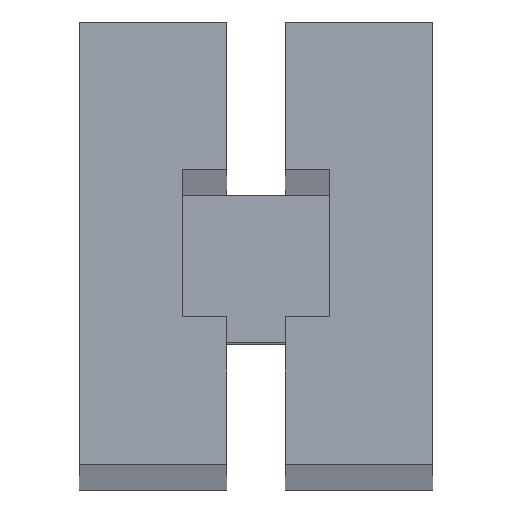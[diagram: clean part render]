
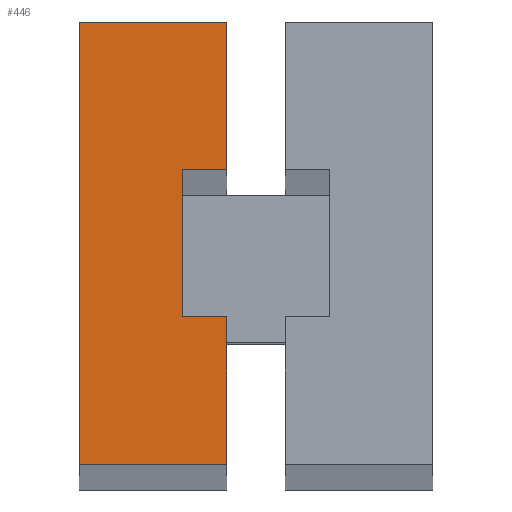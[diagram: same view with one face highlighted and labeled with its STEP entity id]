
A CAD part, top view. The second image highlights one B-rep face of the part: STEP entity #446.
In plain terms, the highlighted planar face has unit normal (0, 0, 1).
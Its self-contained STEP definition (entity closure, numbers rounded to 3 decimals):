
#28=FACE_OUTER_BOUND('',#54,.T.);
#54=EDGE_LOOP('',(#331,#332,#333,#334,#335,#336,#337,#338));
#73=LINE('',#627,#133);
#77=LINE('',#636,#137);
#86=LINE('',#652,#146);
#88=LINE('',#656,#148);
#90=LINE('',#660,#150);
#92=LINE('',#664,#152);
#93=LINE('',#666,#153);
#94=LINE('',#668,#154);
#133=VECTOR('',#511,10.);
#137=VECTOR('',#517,10.);
#146=VECTOR('',#530,10.);
#148=VECTOR('',#534,10.);
#150=VECTOR('',#538,10.);
#152=VECTOR('',#542,10.);
#153=VECTOR('',#545,10.);
#154=VECTOR('',#548,10.);
#193=VERTEX_POINT('',#624);
#194=VERTEX_POINT('',#626);
#197=VERTEX_POINT('',#633);
#198=VERTEX_POINT('',#635);
#203=VERTEX_POINT('',#650);
#204=VERTEX_POINT('',#654);
#205=VERTEX_POINT('',#658);
#206=VERTEX_POINT('',#662);
#233=EDGE_CURVE('',#194,#193,#73,.T.);
#237=EDGE_CURVE('',#198,#197,#77,.T.);
#246=EDGE_CURVE('',#193,#203,#86,.T.);
#248=EDGE_CURVE('',#203,#204,#88,.T.);
#250=EDGE_CURVE('',#204,#205,#90,.T.);
#252=EDGE_CURVE('',#205,#206,#92,.T.);
#253=EDGE_CURVE('',#197,#194,#93,.T.);
#254=EDGE_CURVE('',#206,#198,#94,.T.);
#331=ORIENTED_EDGE('',*,*,#254,.T.);
#332=ORIENTED_EDGE('',*,*,#237,.T.);
#333=ORIENTED_EDGE('',*,*,#253,.T.);
#334=ORIENTED_EDGE('',*,*,#233,.T.);
#335=ORIENTED_EDGE('',*,*,#246,.T.);
#336=ORIENTED_EDGE('',*,*,#248,.T.);
#337=ORIENTED_EDGE('',*,*,#250,.T.);
#338=ORIENTED_EDGE('',*,*,#252,.T.);
#420=PLANE('',#488);
#446=ADVANCED_FACE('',(#28),#420,.T.);
#488=AXIS2_PLACEMENT_3D('',#669,#549,#550);
#511=DIRECTION('',(1.,0.,0.));
#517=DIRECTION('',(-1.,0.,0.));
#530=DIRECTION('',(0.,1.,0.));
#534=DIRECTION('',(-1.,0.,0.));
#538=DIRECTION('',(0.,1.,0.));
#542=DIRECTION('',(1.,0.,0.));
#545=DIRECTION('',(0.,-1.,0.));
#548=DIRECTION('',(0.,1.,0.));
#549=DIRECTION('center_axis',(0.,0.,1.));
#550=DIRECTION('ref_axis',(1.,0.,0.));
#624=CARTESIAN_POINT('',(-1.,-7.5,500.));
#626=CARTESIAN_POINT('',(-6.,-7.5,500.));
#627=CARTESIAN_POINT('',(-6.,-7.5,500.));
#633=CARTESIAN_POINT('',(-6.,7.5,500.));
#635=CARTESIAN_POINT('',(-1.,7.5,500.));
#636=CARTESIAN_POINT('',(-6.,7.5,500.));
#650=CARTESIAN_POINT('',(-1.,-2.5,500.));
#652=CARTESIAN_POINT('',(-1.,-7.5,500.));
#654=CARTESIAN_POINT('',(-2.5,-2.5,500.));
#656=CARTESIAN_POINT('',(-2.5,-2.5,500.));
#658=CARTESIAN_POINT('',(-2.5,2.5,500.));
#660=CARTESIAN_POINT('',(-2.5,2.5,500.));
#662=CARTESIAN_POINT('',(-1.,2.5,500.));
#664=CARTESIAN_POINT('',(2.5,2.5,500.));
#666=CARTESIAN_POINT('',(-6.,5.,500.));
#668=CARTESIAN_POINT('',(-1.,2.5,500.));
#669=CARTESIAN_POINT('Origin',(-3.5,0.,500.));
